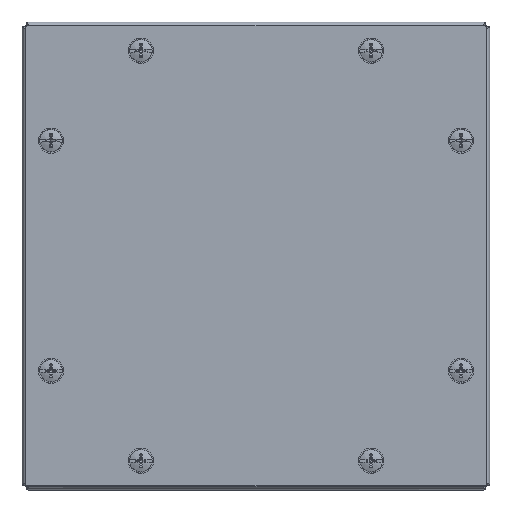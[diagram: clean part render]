
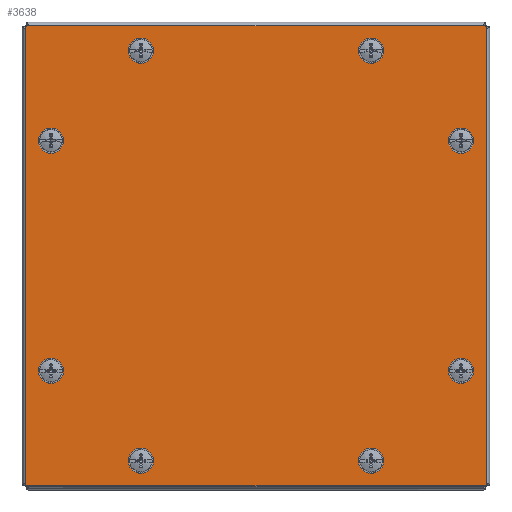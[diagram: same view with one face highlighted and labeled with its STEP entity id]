
A CAD part, top view. The second image highlights one B-rep face of the part: STEP entity #3638.
In plain terms, the highlighted planar face has unit normal (0, 0, 1).
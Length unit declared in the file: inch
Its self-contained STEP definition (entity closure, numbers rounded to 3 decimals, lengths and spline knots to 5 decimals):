
#264=PLANE('',#3897);
#521=LINE('',#6226,#791);
#527=LINE('',#6247,#797);
#531=LINE('',#6258,#801);
#532=LINE('',#6260,#802);
#791=VECTOR('',#4544,7.9375);
#797=VECTOR('',#4564,7.9375);
#801=VECTOR('',#4578,7.9375);
#802=VECTOR('',#4581,7.9375);
#953=FACE_BOUND('',#1343,.T.);
#954=FACE_BOUND('',#1344,.T.);
#955=FACE_BOUND('',#1345,.T.);
#956=FACE_BOUND('',#1346,.T.);
#957=FACE_BOUND('',#1347,.T.);
#958=FACE_BOUND('',#1348,.T.);
#959=FACE_BOUND('',#1349,.T.);
#960=FACE_BOUND('',#1350,.T.);
#1100=FACE_OUTER_BOUND('',#1342,.T.);
#1342=EDGE_LOOP('',(#2895,#2896,#2897,#2898,#2899,#2900,#2901,#2902));
#1343=EDGE_LOOP('',(#2903));
#1344=EDGE_LOOP('',(#2904));
#1345=EDGE_LOOP('',(#2905));
#1346=EDGE_LOOP('',(#2906));
#1347=EDGE_LOOP('',(#2907));
#1348=EDGE_LOOP('',(#2908));
#1349=EDGE_LOOP('',(#2909));
#1350=EDGE_LOOP('',(#2910));
#1518=CIRCLE('',#3858,0.14063);
#1520=CIRCLE('',#3861,0.14063);
#1522=CIRCLE('',#3864,0.14063);
#1524=CIRCLE('',#3867,0.14063);
#1526=CIRCLE('',#3870,0.14063);
#1528=CIRCLE('',#3873,0.14063);
#1530=CIRCLE('',#3876,0.14063);
#1532=CIRCLE('',#3879,0.14063);
#1533=CIRCLE('',#3881,0.03125);
#1538=CIRCLE('',#3889,0.03125);
#1539=CIRCLE('',#3892,0.03125);
#1540=CIRCLE('',#3894,0.03125);
#1752=VERTEX_POINT('',#6175);
#1754=VERTEX_POINT('',#6180);
#1756=VERTEX_POINT('',#6185);
#1758=VERTEX_POINT('',#6190);
#1760=VERTEX_POINT('',#6195);
#1762=VERTEX_POINT('',#6200);
#1764=VERTEX_POINT('',#6205);
#1766=VERTEX_POINT('',#6210);
#1767=VERTEX_POINT('',#6213);
#1768=VERTEX_POINT('',#6214);
#1772=VERTEX_POINT('',#6224);
#1778=VERTEX_POINT('',#6240);
#1779=VERTEX_POINT('',#6241);
#1780=VERTEX_POINT('',#6246);
#1781=VERTEX_POINT('',#6250);
#1782=VERTEX_POINT('',#6254);
#2148=EDGE_CURVE('',#1752,#1752,#1518,.T.);
#2150=EDGE_CURVE('',#1754,#1754,#1520,.T.);
#2152=EDGE_CURVE('',#1756,#1756,#1522,.T.);
#2154=EDGE_CURVE('',#1758,#1758,#1524,.T.);
#2156=EDGE_CURVE('',#1760,#1760,#1526,.T.);
#2158=EDGE_CURVE('',#1762,#1762,#1528,.T.);
#2160=EDGE_CURVE('',#1764,#1764,#1530,.T.);
#2162=EDGE_CURVE('',#1766,#1766,#1532,.T.);
#2163=EDGE_CURVE('',#1767,#1768,#1533,.T.);
#2169=EDGE_CURVE('',#1772,#1767,#521,.T.);
#2176=EDGE_CURVE('',#1778,#1779,#1538,.T.);
#2179=EDGE_CURVE('',#1779,#1780,#527,.T.);
#2181=EDGE_CURVE('',#1780,#1781,#1539,.T.);
#2183=EDGE_CURVE('',#1782,#1772,#1540,.T.);
#2185=EDGE_CURVE('',#1781,#1782,#531,.T.);
#2186=EDGE_CURVE('',#1768,#1778,#532,.T.);
#2895=ORIENTED_EDGE('',*,*,#2163,.F.);
#2896=ORIENTED_EDGE('',*,*,#2169,.F.);
#2897=ORIENTED_EDGE('',*,*,#2183,.F.);
#2898=ORIENTED_EDGE('',*,*,#2185,.F.);
#2899=ORIENTED_EDGE('',*,*,#2181,.F.);
#2900=ORIENTED_EDGE('',*,*,#2179,.F.);
#2901=ORIENTED_EDGE('',*,*,#2176,.F.);
#2902=ORIENTED_EDGE('',*,*,#2186,.F.);
#2903=ORIENTED_EDGE('',*,*,#2148,.T.);
#2904=ORIENTED_EDGE('',*,*,#2150,.T.);
#2905=ORIENTED_EDGE('',*,*,#2152,.T.);
#2906=ORIENTED_EDGE('',*,*,#2154,.T.);
#2907=ORIENTED_EDGE('',*,*,#2156,.T.);
#2908=ORIENTED_EDGE('',*,*,#2158,.T.);
#2909=ORIENTED_EDGE('',*,*,#2160,.T.);
#2910=ORIENTED_EDGE('',*,*,#2162,.T.);
#3638=ADVANCED_FACE('',(#1100,#953,#954,#955,#956,#957,#958,#959,#960),
#264,.T.);
#3858=AXIS2_PLACEMENT_3D('',#6176,#4488,#4489);
#3861=AXIS2_PLACEMENT_3D('',#6181,#4494,#4495);
#3864=AXIS2_PLACEMENT_3D('',#6186,#4500,#4501);
#3867=AXIS2_PLACEMENT_3D('',#6191,#4506,#4507);
#3870=AXIS2_PLACEMENT_3D('',#6196,#4512,#4513);
#3873=AXIS2_PLACEMENT_3D('',#6201,#4518,#4519);
#3876=AXIS2_PLACEMENT_3D('',#6206,#4524,#4525);
#3879=AXIS2_PLACEMENT_3D('',#6211,#4530,#4531);
#3881=AXIS2_PLACEMENT_3D('',#6215,#4534,#4535);
#3889=AXIS2_PLACEMENT_3D('',#6242,#4558,#4559);
#3892=AXIS2_PLACEMENT_3D('',#6251,#4568,#4569);
#3894=AXIS2_PLACEMENT_3D('',#6255,#4573,#4574);
#3897=AXIS2_PLACEMENT_3D('',#6261,#4582,#4583);
#4488=DIRECTION('center_axis',(0.,0.,-1.));
#4489=DIRECTION('ref_axis',(-1.,0.,0.));
#4494=DIRECTION('center_axis',(0.,0.,-1.));
#4495=DIRECTION('ref_axis',(-1.,0.,0.));
#4500=DIRECTION('center_axis',(0.,0.,-1.));
#4501=DIRECTION('ref_axis',(-1.,0.,0.));
#4506=DIRECTION('center_axis',(0.,0.,-1.));
#4507=DIRECTION('ref_axis',(-1.,0.,0.));
#4512=DIRECTION('center_axis',(0.,0.,-1.));
#4513=DIRECTION('ref_axis',(-1.,0.,0.));
#4518=DIRECTION('center_axis',(0.,0.,-1.));
#4519=DIRECTION('ref_axis',(-1.,0.,0.));
#4524=DIRECTION('center_axis',(0.,0.,-1.));
#4525=DIRECTION('ref_axis',(-1.,0.,0.));
#4530=DIRECTION('center_axis',(0.,0.,-1.));
#4531=DIRECTION('ref_axis',(-1.,0.,0.));
#4534=DIRECTION('center_axis',(0.,0.,-1.));
#4535=DIRECTION('ref_axis',(0.707,-0.707,0.));
#4544=DIRECTION('',(0.,-1.,0.));
#4558=DIRECTION('center_axis',(0.,0.,-1.));
#4559=DIRECTION('ref_axis',(-0.707,-0.707,0.));
#4564=DIRECTION('',(0.,1.,0.));
#4568=DIRECTION('center_axis',(0.,0.,-1.));
#4569=DIRECTION('ref_axis',(-0.707,0.707,0.));
#4573=DIRECTION('center_axis',(0.,0.,-1.));
#4574=DIRECTION('ref_axis',(0.707,0.707,0.));
#4578=DIRECTION('',(1.,0.,0.));
#4581=DIRECTION('',(-1.,0.,0.));
#4582=DIRECTION('center_axis',(0.,0.,1.));
#4583=DIRECTION('ref_axis',(1.,0.,0.));
#6175=CARTESIAN_POINT('',(-3.42188,-2.,0.074));
#6176=CARTESIAN_POINT('Origin',(-3.5625,-2.,0.074));
#6180=CARTESIAN_POINT('',(3.70313,-2.,0.074));
#6181=CARTESIAN_POINT('Origin',(3.5625,-2.,0.074));
#6185=CARTESIAN_POINT('',(2.14063,3.5625,0.074));
#6186=CARTESIAN_POINT('Origin',(2.,3.5625,0.074));
#6190=CARTESIAN_POINT('',(2.14063,-3.5625,0.074));
#6191=CARTESIAN_POINT('Origin',(2.,-3.5625,0.074));
#6195=CARTESIAN_POINT('',(-3.42188,2.,0.074));
#6196=CARTESIAN_POINT('Origin',(-3.5625,2.,0.074));
#6200=CARTESIAN_POINT('',(3.70313,2.,0.074));
#6201=CARTESIAN_POINT('Origin',(3.5625,2.,0.074));
#6205=CARTESIAN_POINT('',(-1.85938,3.5625,0.074));
#6206=CARTESIAN_POINT('Origin',(-2.,3.5625,0.074));
#6210=CARTESIAN_POINT('',(-1.85938,-3.5625,0.074));
#6211=CARTESIAN_POINT('Origin',(-2.,-3.5625,0.074));
#6213=CARTESIAN_POINT('',(4.,-3.96875,0.074));
#6214=CARTESIAN_POINT('',(3.96875,-4.,0.074));
#6215=CARTESIAN_POINT('Origin',(3.96875,-3.96875,0.074));
#6224=CARTESIAN_POINT('',(4.,3.96875,0.074));
#6226=CARTESIAN_POINT('',(4.,4.,0.074));
#6240=CARTESIAN_POINT('',(-3.96875,-4.,0.074));
#6241=CARTESIAN_POINT('',(-4.,-3.96875,0.074));
#6242=CARTESIAN_POINT('Origin',(-3.96875,-3.96875,0.074));
#6246=CARTESIAN_POINT('',(-4.,3.96875,0.074));
#6247=CARTESIAN_POINT('',(-4.,-4.,0.074));
#6250=CARTESIAN_POINT('',(-3.96875,4.,0.074));
#6251=CARTESIAN_POINT('Origin',(-3.96875,3.96875,0.074));
#6254=CARTESIAN_POINT('',(3.96875,4.,0.074));
#6255=CARTESIAN_POINT('Origin',(3.96875,3.96875,0.074));
#6258=CARTESIAN_POINT('',(-4.,4.,0.074));
#6260=CARTESIAN_POINT('',(4.,-4.,0.074));
#6261=CARTESIAN_POINT('Origin',(0.,0.,
0.074));
